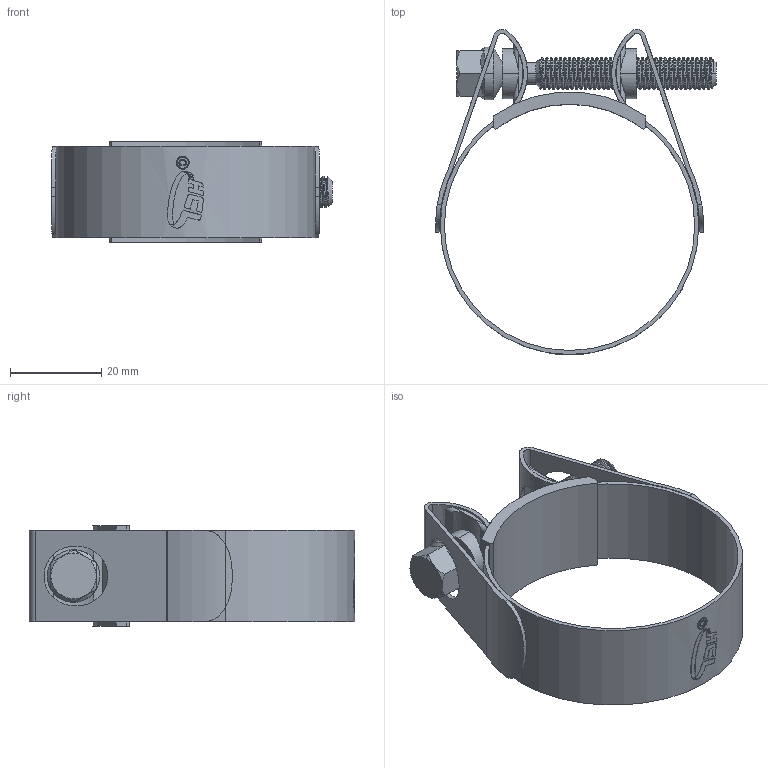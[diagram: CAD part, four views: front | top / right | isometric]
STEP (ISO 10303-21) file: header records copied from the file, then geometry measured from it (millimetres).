
FILE_DESCRIPTION (( 'STEP AP214' ), '1' );
FILE_NAME ('BBC-51-SUPRA-W5.step', '2025-06-05T15:28:31', ( '' ), ( '' ), 'SwSTEP 2.0', 'SolidWorks 2025', '' );
FILE_SCHEMA (( 'AUTOMOTIVE_DESIGN' ));
Length unit declared in the file: millimetre
Products named in the file (1): BBC-51-SUPRA-W5
Bounding box: 61.63 x 71.47 x 22 mm (x, y, z)
Volume: 8319.9 mm3; surface area: 15849.1 mm2
Topology: 5 solids, 5 shells, 319 faces, 865 edges, 563 vertices
Faces by surface type: cylinder 193, bspline 58, plane 46, cone 22
Entity records: 35904 total; most frequent: CARTESIAN_POINT 28894, ORIENTED_EDGE 1730, DIRECTION 1068, EDGE_CURVE 865, VERTEX_POINT 563, AXIS2_PLACEMENT_3D 374, EDGE_LOOP 338, VECTOR 320
